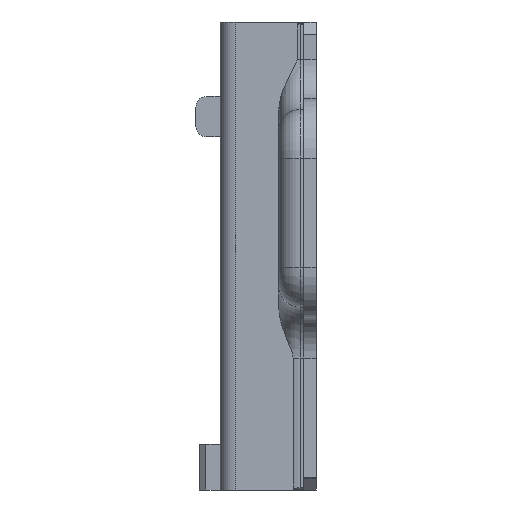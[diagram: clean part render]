
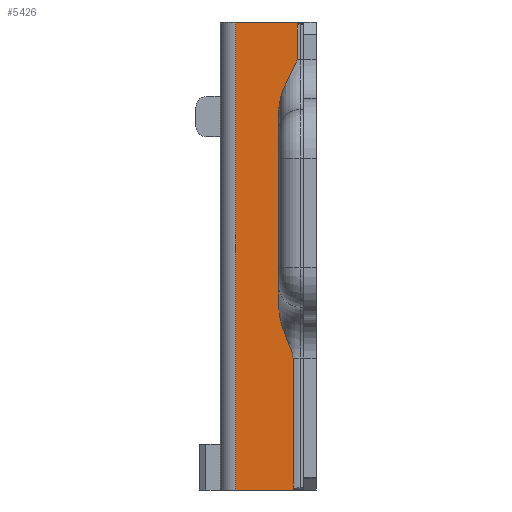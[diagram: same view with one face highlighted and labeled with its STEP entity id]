
A CAD part, left-side view. The second image highlights one B-rep face of the part: STEP entity #5426.
In plain terms, the highlighted planar face has unit normal (-1, 0, 0).
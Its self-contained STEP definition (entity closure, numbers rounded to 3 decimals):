
#63 = CARTESIAN_POINT ( 'NONE',  ( -9.672, 2.395, -10.599 ) ) ;
#93 = VERTEX_POINT ( 'NONE', #4420 ) ;
#100 = CARTESIAN_POINT ( 'NONE',  ( -9.672, 2.807, -9.658 ) ) ;
#101 = CARTESIAN_POINT ( 'NONE',  ( -9.672, 1.149, -37.951 ) ) ;
#224 = CARTESIAN_POINT ( 'NONE',  ( -9.672, 1.149, 19.818 ) ) ;
#251 = B_SPLINE_CURVE_WITH_KNOTS ( 'NONE', 3,
 ( #8062, #2064, #624, #3377, #3291, #100, #8637, #63, #6057, #5927, #2755, #5361 ),
 .UNSPECIFIED., .F., .F.,
 ( 4, 2, 2, 2, 2, 4 ),
 ( 0.02, 0.021, 0.022, 0.023, 0.024, 0.025 ),
 .UNSPECIFIED. ) ;
#323 = EDGE_CURVE ( 'NONE', #2932, #4138, #2124, .T. ) ;
#362 = CARTESIAN_POINT ( 'NONE',  ( -9.672, 1.893, 16.063 ) ) ;
#402 = CARTESIAN_POINT ( 'NONE',  ( -9.672, 2.702, 14.559 ) ) ;
#495 = ORIENTED_EDGE ( 'NONE', *, *, #7484, .F. ) ;
#546 = DIRECTION ( 'NONE',  ( 0., 0., -1. ) ) ;
#589 = LINE ( 'NONE', #3256, #3079 ) ;
#616 = CARTESIAN_POINT ( 'NONE',  ( -9.672, 1.794, 19.818 ) ) ;
#624 = CARTESIAN_POINT ( 'NONE',  ( -9.672, 3.441, -7.711 ) ) ;
#752 = ORIENTED_EDGE ( 'NONE', *, *, #6206, .T. ) ;
#986 = VERTEX_POINT ( 'NONE', #1902 ) ;
#1020 = CARTESIAN_POINT ( 'NONE',  ( -9.672, 2.083, 15.68 ) ) ;
#1115 = VECTOR ( 'NONE', #2316, 1000. ) ;
#1168 = B_SPLINE_CURVE_WITH_KNOTS ( 'NONE', 3,
 ( #2944, #2285, #4967, #362, #1718, #1020, #2371, #5705, #402, #1676, #2333, #8371, #4394, #7749, #4433, #5133 ),
 .UNSPECIFIED., .F., .F.,
 ( 4, 2, 2, 2, 2, 2, 2, 4 ),
 ( 0.008, 0.008, 0.008, 0.009, 0.01, 0.012, 0.012, 0.013 ),
 .UNSPECIFIED. ) ;
#1458 = CARTESIAN_POINT ( 'NONE',  ( -9.672, 2.161, -23.909 ) ) ;
#1521 = AXIS2_PLACEMENT_3D ( 'NONE', #7160, #3173, #546 ) ;
#1658 = EDGE_CURVE ( 'NONE', #986, #3489, #251, .T. ) ;
#1676 = CARTESIAN_POINT ( 'NONE',  ( -9.672, 3.057, 13.788 ) ) ;
#1718 = CARTESIAN_POINT ( 'NONE',  ( -9.672, 1.939, 15.966 ) ) ;
#1824 = VERTEX_POINT ( 'NONE', #5591 ) ;
#1881 = CARTESIAN_POINT ( 'NONE',  ( -9.672, 3.5, 0. ) ) ;
#1902 = CARTESIAN_POINT ( 'NONE',  ( -9.672, 3.5, -6.896 ) ) ;
#1994 = EDGE_CURVE ( 'NONE', #3489, #2981, #2609, .T. ) ;
#2064 = CARTESIAN_POINT ( 'NONE',  ( -9.672, 3.5, -7.305 ) ) ;
#2124 = LINE ( 'NONE', #2916, #6245 ) ;
#2285 = CARTESIAN_POINT ( 'NONE',  ( -9.672, 1.794, 16.368 ) ) ;
#2296 = CARTESIAN_POINT ( 'NONE',  ( -9.672, 1.149, -24. ) ) ;
#2316 = DIRECTION ( 'NONE',  ( 0., 0., 1. ) ) ;
#2333 = CARTESIAN_POINT ( 'NONE',  ( -9.672, 3.209, 13.393 ) ) ;
#2371 = CARTESIAN_POINT ( 'NONE',  ( -9.672, 2.188, 15.495 ) ) ;
#2581 = CARTESIAN_POINT ( 'NONE',  ( -9.672, 3.5, 19.818 ) ) ;
#2609 = LINE ( 'NONE', #5291, #7641 ) ;
#2631 = LINE ( 'NONE', #101, #6849 ) ;
#2714 = DIRECTION ( 'NONE',  ( 0., 0., 1. ) ) ;
#2755 = CARTESIAN_POINT ( 'NONE',  ( -9.672, 2.161, -11.389 ) ) ;
#2916 = CARTESIAN_POINT ( 'NONE',  ( -9.672, 0., -24. ) ) ;
#2923 = ORIENTED_EDGE ( 'NONE', *, *, #1994, .F. ) ;
#2932 = VERTEX_POINT ( 'NONE', #6231 ) ;
#2944 = CARTESIAN_POINT ( 'NONE',  ( -9.672, 1.794, 16.475 ) ) ;
#2964 = VECTOR ( 'NONE', #5454, 1000. ) ;
#2981 = VERTEX_POINT ( 'NONE', #1458 ) ;
#3079 = VECTOR ( 'NONE', #5447, 1000. ) ;
#3173 = DIRECTION ( 'NONE',  ( -1., 0., 0. ) ) ;
#3193 = VECTOR ( 'NONE', #4697, 1000. ) ;
#3256 = CARTESIAN_POINT ( 'NONE',  ( -9.672, 3.5, -23.909 ) ) ;
#3274 = VERTEX_POINT ( 'NONE', #616 ) ;
#3291 = CARTESIAN_POINT ( 'NONE',  ( -9.672, 3.112, -8.897 ) ) ;
#3311 = EDGE_CURVE ( 'NONE', #7464, #3274, #6486, .T. ) ;
#3360 = DIRECTION ( 'NONE',  ( 0., 0., 1. ) ) ;
#3377 = CARTESIAN_POINT ( 'NONE',  ( -9.672, 3.246, -8.51 ) ) ;
#3489 = VERTEX_POINT ( 'NONE', #6464 ) ;
#3782 = CARTESIAN_POINT ( 'NONE',  ( -9.672, 1.794, 16.475 ) ) ;
#3793 = EDGE_CURVE ( 'NONE', #93, #1824, #6199, .T. ) ;
#3827 = CARTESIAN_POINT ( 'NONE',  ( -9.672, 1.149, -23.909 ) ) ;
#3857 = CARTESIAN_POINT ( 'NONE',  ( -9.672, 1.149, -37.951 ) ) ;
#3875 = LINE ( 'NONE', #7109, #1115 ) ;
#3925 = FACE_OUTER_BOUND ( 'NONE', #7173, .T. ) ;
#4076 = CARTESIAN_POINT ( 'NONE',  ( -9.672, 1.794, 16.475 ) ) ;
#4123 = ORIENTED_EDGE ( 'NONE', *, *, #7106, .F. ) ;
#4138 = VERTEX_POINT ( 'NONE', #2296 ) ;
#4144 = CARTESIAN_POINT ( 'NONE',  ( -9.672, 0., 20. ) ) ;
#4394 = CARTESIAN_POINT ( 'NONE',  ( -9.672, 3.421, 12.566 ) ) ;
#4420 = CARTESIAN_POINT ( 'NONE',  ( -9.672, 1.149, 20. ) ) ;
#4433 = CARTESIAN_POINT ( 'NONE',  ( -9.672, 3.5, 11.932 ) ) ;
#4441 = CARTESIAN_POINT ( 'NONE',  ( -9.672, 3.5, 11.718 ) ) ;
#4443 = ORIENTED_EDGE ( 'NONE', *, *, #5677, .F. ) ;
#4515 = ORIENTED_EDGE ( 'NONE', *, *, #6956, .T. ) ;
#4550 = VECTOR ( 'NONE', #6571, 1000. ) ;
#4697 = DIRECTION ( 'NONE',  ( 0., 0., -1. ) ) ;
#4724 = ORIENTED_EDGE ( 'NONE', *, *, #3793, .T. ) ;
#4902 = ORIENTED_EDGE ( 'NONE', *, *, #1658, .F. ) ;
#4967 = CARTESIAN_POINT ( 'NONE',  ( -9.672, 1.82, 16.263 ) ) ;
#4989 = DIRECTION ( 'NONE',  ( 0., -1., 0. ) ) ;
#5133 = CARTESIAN_POINT ( 'NONE',  ( -9.672, 3.5, 11.718 ) ) ;
#5291 = CARTESIAN_POINT ( 'NONE',  ( -9.672, 2.161, -25.325 ) ) ;
#5339 = VECTOR ( 'NONE', #3360, 1000. ) ;
#5361 = CARTESIAN_POINT ( 'NONE',  ( -9.672, 2.161, -11.594 ) ) ;
#5426 = ADVANCED_FACE ( 'NONE', ( #3925 ), #5985, .T. ) ;
#5447 = DIRECTION ( 'NONE',  ( 0., 1., 0. ) ) ;
#5454 = DIRECTION ( 'NONE',  ( 0., 1., 0. ) ) ;
#5591 = CARTESIAN_POINT ( 'NONE',  ( -9.672, 7.573, 20. ) ) ;
#5635 = EDGE_CURVE ( 'NONE', #3274, #6865, #7348, .T. ) ;
#5677 = EDGE_CURVE ( 'NONE', #6876, #986, #6658, .T. ) ;
#5705 = CARTESIAN_POINT ( 'NONE',  ( -9.672, 2.499, 14.935 ) ) ;
#5927 = CARTESIAN_POINT ( 'NONE',  ( -9.672, 2.201, -11.183 ) ) ;
#5985 = PLANE ( 'NONE',  #1521 ) ;
#6057 = CARTESIAN_POINT ( 'NONE',  ( -9.672, 2.319, -10.789 ) ) ;
#6199 = LINE ( 'NONE', #4144, #2964 ) ;
#6206 = EDGE_CURVE ( 'NONE', #4138, #6829, #7304, .T. ) ;
#6231 = CARTESIAN_POINT ( 'NONE',  ( -9.672, 7.573, -24. ) ) ;
#6245 = VECTOR ( 'NONE', #4989, 1000. ) ;
#6464 = CARTESIAN_POINT ( 'NONE',  ( -9.672, 2.161, -11.594 ) ) ;
#6486 = LINE ( 'NONE', #2581, #4550 ) ;
#6571 = DIRECTION ( 'NONE',  ( 0., 1., 0. ) ) ;
#6658 = LINE ( 'NONE', #1881, #3193 ) ;
#6694 = VECTOR ( 'NONE', #7392, 1000. ) ;
#6767 = DIRECTION ( 'NONE',  ( 0., 0., -1. ) ) ;
#6829 = VERTEX_POINT ( 'NONE', #3827 ) ;
#6849 = VECTOR ( 'NONE', #2714, 1000. ) ;
#6865 = VERTEX_POINT ( 'NONE', #3782 ) ;
#6876 = VERTEX_POINT ( 'NONE', #4441 ) ;
#6944 = ORIENTED_EDGE ( 'NONE', *, *, #5635, .F. ) ;
#6956 = EDGE_CURVE ( 'NONE', #7464, #93, #2631, .T. ) ;
#7106 = EDGE_CURVE ( 'NONE', #6865, #6876, #1168, .T. ) ;
#7109 = CARTESIAN_POINT ( 'NONE',  ( -9.672, 7.573, -37.951 ) ) ;
#7160 = CARTESIAN_POINT ( 'NONE',  ( -9.672, 0., -37.951 ) ) ;
#7173 = EDGE_LOOP ( 'NONE', ( #495, #7683, #752, #8058, #2923, #4902, #4443, #4123, #6944, #8182, #4515, #4724 ) ) ;
#7304 = LINE ( 'NONE', #3857, #5339 ) ;
#7348 = LINE ( 'NONE', #4076, #6694 ) ;
#7392 = DIRECTION ( 'NONE',  ( 0., 0., -1. ) ) ;
#7464 = VERTEX_POINT ( 'NONE', #224 ) ;
#7484 = EDGE_CURVE ( 'NONE', #2932, #1824, #3875, .T. ) ;
#7641 = VECTOR ( 'NONE', #6767, 1000. ) ;
#7666 = EDGE_CURVE ( 'NONE', #6829, #2981, #589, .T. ) ;
#7683 = ORIENTED_EDGE ( 'NONE', *, *, #323, .T. ) ;
#7749 = CARTESIAN_POINT ( 'NONE',  ( -9.672, 3.483, 12.144 ) ) ;
#8058 = ORIENTED_EDGE ( 'NONE', *, *, #7666, .T. ) ;
#8062 = CARTESIAN_POINT ( 'NONE',  ( -9.672, 3.5, -6.896 ) ) ;
#8182 = ORIENTED_EDGE ( 'NONE', *, *, #3311, .F. ) ;
#8371 = CARTESIAN_POINT ( 'NONE',  ( -9.672, 3.376, 12.776 ) ) ;
#8637 = CARTESIAN_POINT ( 'NONE',  ( -9.672, 2.634, -10.031 ) ) ;
